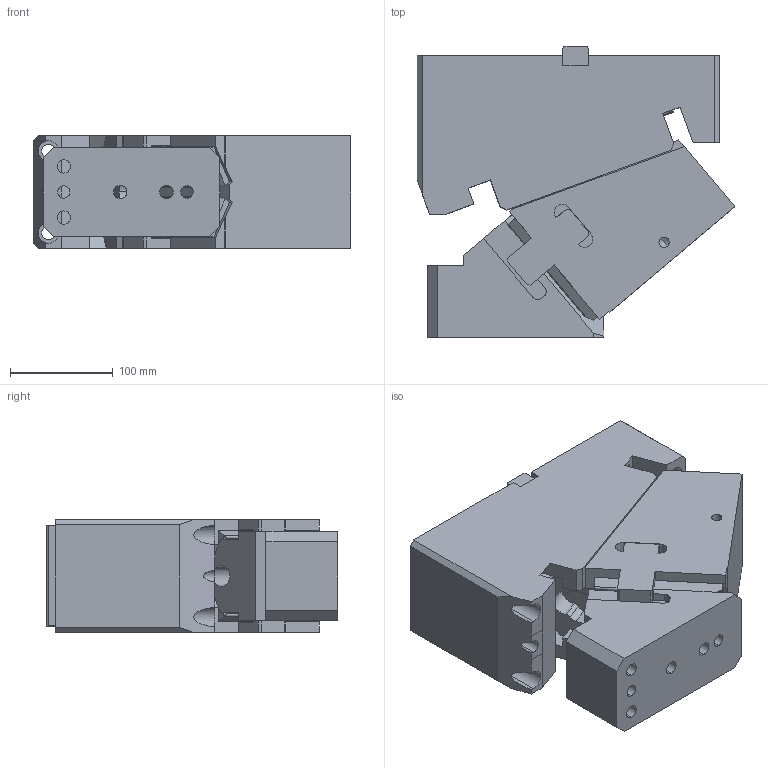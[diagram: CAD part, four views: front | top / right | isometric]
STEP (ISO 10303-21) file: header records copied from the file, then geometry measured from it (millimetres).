
FILE_DESCRIPTION(('CATIA V5 STEP Exchange'),'2;1');
FILE_NAME('CACV_F_110_50.stp','2015-04-27T06:37:02+00:00',('none'),('none'),'CATIA Version 5 Release 19 SP 2 (IN-10)','CATIA V5 STEP AP203','none');
FILE_SCHEMA(('CONFIG_CONTROL_DESIGN'));
Length unit declared in the file: millimetre
Products named in the file (1): CACV_F_110_50
Bounding box: 309.74 x 284 x 110 mm (x, y, z)
Volume: 6566182.5 mm3; surface area: 495127.5 mm2
Topology: 3 solids, 3 shells, 363 faces, 1026 edges, 667 vertices
Faces by surface type: plane 244, cylinder 113, cone 6
Entity records: 12312 total; most frequent: CARTESIAN_POINT 3113, ORIENTED_EDGE 2040, DIRECTION 1613, EDGE_CURVE 1020, VECTOR 777, LINE 777, VERTEX_POINT 667, AXIS2_PLACEMENT_3D 501
